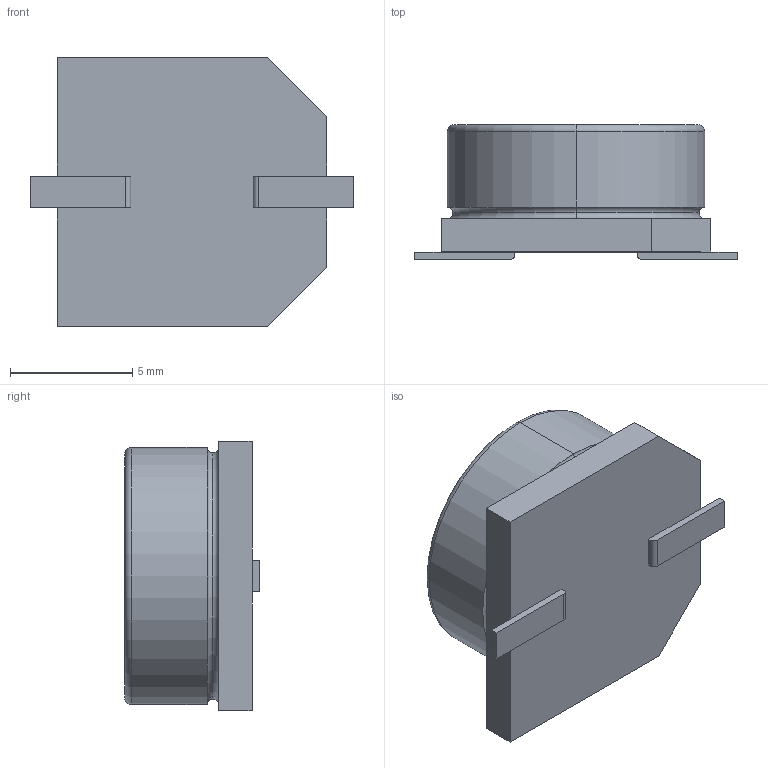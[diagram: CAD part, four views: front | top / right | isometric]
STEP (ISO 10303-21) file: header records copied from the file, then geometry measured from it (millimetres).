
FILE_DESCRIPTION (( 'STEP AP214' ), '1' );
FILE_NAME ('CDC_VC_D10.5L5.5LT11.3G0.3W11LT24.1.STEP', '2018-04-23T19:30:13', ( '' ), ( '' ), 'SwSTEP 2.0', 'SolidWorks 2014', '' );
FILE_SCHEMA (( 'AUTOMOTIVE_DESIGN' ));
Length unit declared in the file: millimetre
Products named in the file (1): CDC_VC_D10.5L5.5LT11.3G0.3W11LT24.1
Bounding box: 13.2 x 5.5 x 11 mm (x, y, z)
Volume: 489.6 mm3; surface area: 609.4 mm2
Topology: 5 solids, 5 shells, 60 faces, 137 edges, 88 vertices
Faces by surface type: plane 49, torus 6, cylinder 5
Entity records: 2118 total; most frequent: CARTESIAN_POINT 286, DIRECTION 281, ORIENTED_EDGE 274, EDGE_CURVE 137, LINE 115, VECTOR 115, VERTEX_POINT 88, AXIS2_PLACEMENT_3D 83
